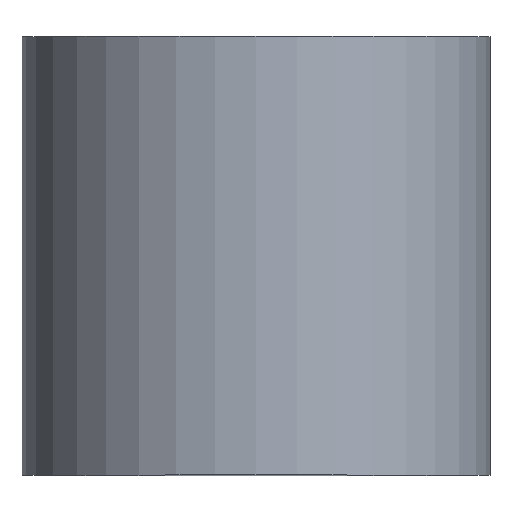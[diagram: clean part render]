
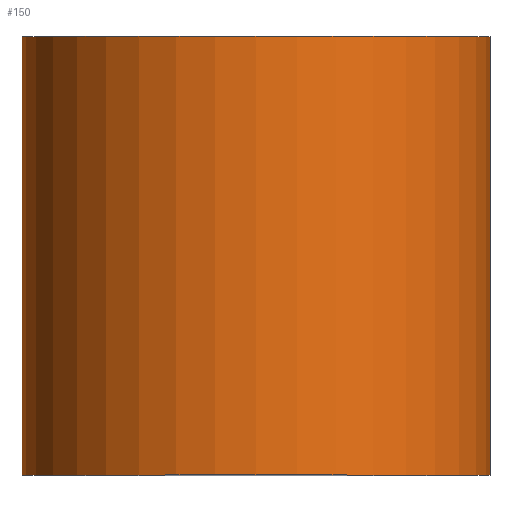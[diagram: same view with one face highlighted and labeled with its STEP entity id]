
A CAD part, top view. The second image highlights one B-rep face of the part: STEP entity #150.
In plain terms, the highlighted cylindrical face has radius 80 mm (diameter 160 mm), a partial arc.
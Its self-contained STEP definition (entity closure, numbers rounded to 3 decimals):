
#6=CARTESIAN_POINT('',(0.,0.,0.));
#7=DIRECTION('',(0.,-1.,0.));
#8=DIRECTION('',(1.,0.,0.));
#9=AXIS2_PLACEMENT_3D('',#6,#7,#8);
#27=DIRECTION('',(0.,1.,0.));
#28=VECTOR('',#27,150.);
#29=CARTESIAN_POINT('',(80.,-150.,0.));
#30=LINE('',#29,#28);
#31=DIRECTION('',(0.,1.,0.));
#32=VECTOR('',#31,150.);
#33=CARTESIAN_POINT('',(-80.,-150.,0.));
#34=LINE('',#33,#32);
#40=CARTESIAN_POINT('',(0.,-150.,0.));
#41=DIRECTION('',(0.,-1.,0.));
#42=DIRECTION('',(1.,0.,0.));
#43=AXIS2_PLACEMENT_3D('',#40,#41,#42);
#77=CARTESIAN_POINT('',(-80.,0.,0.));
#78=CARTESIAN_POINT('',(80.,0.,0.));
#79=VERTEX_POINT('',#77);
#80=VERTEX_POINT('',#78);
#81=CARTESIAN_POINT('',(-80.,-150.,0.));
#82=CARTESIAN_POINT('',(80.,-150.,0.));
#83=VERTEX_POINT('',#81);
#84=VERTEX_POINT('',#82);
#138=CARTESIAN_POINT('',(0.,0.,0.));
#139=DIRECTION('',(0.,1.,0.));
#140=DIRECTION('',(1.,0.,0.));
#141=AXIS2_PLACEMENT_3D('',#138,#139,#140);
#142=CYLINDRICAL_SURFACE('',#141,80.);
#143=ORIENTED_EDGE('',*,*,#108,.F.);
#144=ORIENTED_EDGE('',*,*,#133,.F.);
#146=ORIENTED_EDGE('',*,*,#145,.T.);
#147=ORIENTED_EDGE('',*,*,#129,.T.);
#148=EDGE_LOOP('',(#143,#144,#146,#147));
#149=FACE_OUTER_BOUND('',#148,.F.);
#150=ADVANCED_FACE('',(#149),#142,.T.);
#10=CIRCLE('',#9,80.);
#44=CIRCLE('',#43,80.);
#108=EDGE_CURVE('',#80,#79,#10,.T.);
#129=EDGE_CURVE('',#83,#79,#34,.T.);
#133=EDGE_CURVE('',#84,#80,#30,.T.);
#145=EDGE_CURVE('',#84,#83,#44,.T.);
